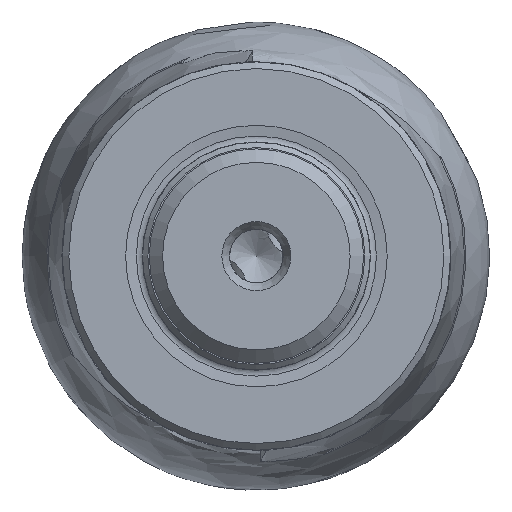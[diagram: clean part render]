
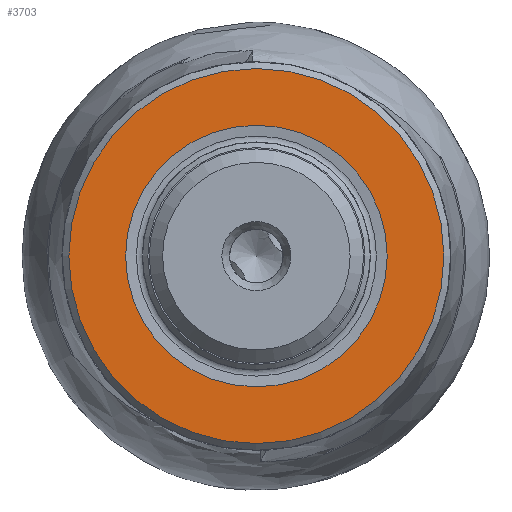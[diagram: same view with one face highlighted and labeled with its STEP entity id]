
A CAD part, left-side view. The second image highlights one B-rep face of the part: STEP entity #3703.
In plain terms, the highlighted planar face has unit normal (-1, 0, 0).
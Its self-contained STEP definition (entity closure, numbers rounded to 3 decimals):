
#159 = EDGE_LOOP ( 'NONE', ( #4911 ) ) ;
#174 = FACE_BOUND ( 'NONE', #159, .T. ) ;
#403 = DIRECTION ( 'NONE',  ( 1., 0., 0. ) ) ;
#543 = CARTESIAN_POINT ( 'NONE',  ( -40.905, 9.766, 0. ) ) ;
#699 = CIRCLE ( 'NONE', #3677, 14. ) ;
#1017 = DIRECTION ( 'NONE',  ( -1., 0., 0. ) ) ;
#1231 = CIRCLE ( 'NONE', #2264, 9.766 ) ;
#1667 = CARTESIAN_POINT ( 'NONE',  ( -40.905, 0., 0. ) ) ;
#2137 = DIRECTION ( 'NONE',  ( 0., 0., -1. ) ) ;
#2264 = AXIS2_PLACEMENT_3D ( 'NONE', #1667, #5031, #2137 ) ;
#2633 = VERTEX_POINT ( 'NONE', #3994 ) ;
#3266 = CARTESIAN_POINT ( 'NONE',  ( -40.905, 0., 0. ) ) ;
#3370 = EDGE_CURVE ( 'NONE', #2633, #2633, #699, .T. ) ;
#3442 = AXIS2_PLACEMENT_3D ( 'NONE', #543, #1017, #4375 ) ;
#3677 = AXIS2_PLACEMENT_3D ( 'NONE', #3266, #403, #3732 ) ;
#3703 = ADVANCED_FACE ( 'NONE', ( #174, #5119 ), #3876, .T. ) ;
#3732 = DIRECTION ( 'NONE',  ( 0., 0., -1. ) ) ;
#3740 = VERTEX_POINT ( 'NONE', #4975 ) ;
#3876 = PLANE ( 'NONE',  #3442 ) ;
#3994 = CARTESIAN_POINT ( 'NONE',  ( -40.905, 0., -14. ) ) ;
#4054 = EDGE_CURVE ( 'NONE', #3740, #3740, #1231, .T. ) ;
#4375 = DIRECTION ( 'NONE',  ( 0., 0., 1. ) ) ;
#4911 = ORIENTED_EDGE ( 'NONE', *, *, #4054, .T. ) ;
#4975 = CARTESIAN_POINT ( 'NONE',  ( -40.905, 0., -9.766 ) ) ;
#5031 = DIRECTION ( 'NONE',  ( 1., 0., 0. ) ) ;
#5119 = FACE_OUTER_BOUND ( 'NONE', #5755, .T. ) ;
#5755 = EDGE_LOOP ( 'NONE', ( #6164 ) ) ;
#6164 = ORIENTED_EDGE ( 'NONE', *, *, #3370, .F. ) ;
